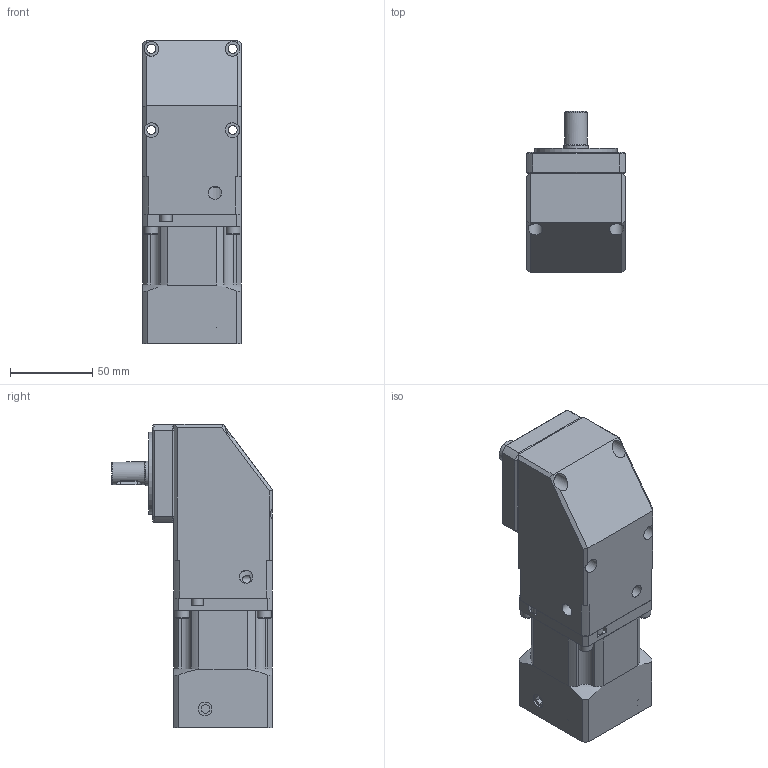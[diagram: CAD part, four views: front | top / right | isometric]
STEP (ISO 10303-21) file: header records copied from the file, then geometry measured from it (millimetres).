
FILE_DESCRIPTION( ( '' ), '1' );
FILE_NAME( 'GUN6_for 步進馬達.stp', '2022-03-29T03:27:03', ( 'Dimamotor' ), ( 'Dimamotor' ), 'PSStep 17.0.49', ' ', ' ' );
FILE_SCHEMA( ( 'AUTOMOTIVE_DESIGN { 1 0 10303 214 1 1 1 1 }' ) );
Length unit declared in the file: millimetre
Products named in the file (5): Assem1; Screw_ANSI_B18_3_1M_A_M5x12_v12.00; 馬達板; GPN610P-S02-B
Assembly tree (7 placements, depth 2):
  Assem1
    Screw_ANSI_B18_3_1M_A_M5x12_v12.00  x4
    馬達板
    馬達板
    GPN610P-S02-B
Bounding box: 60 x 98 x 185 mm (x, y, z)
Volume: 517413.1 mm3; surface area: 120010.9 mm2
Topology: 7 solids, 16 shells, 626 faces, 1455 edges, 956 vertices
Faces by surface type: plane 391, cylinder 189, cone 34, torus 6, bspline 6
Full cylindrical faces by diameter (mm): 3 x4, 3.242 x8, 3.3 x4, 3.5 x4, 4 x8, 4.134 x1, 4.3 x2, 4.5 x4, 5 x10, 5.5 x12, 6 x4, 7 x11, 7.3 x4, 8 x7, 8.376 x4, 8.5 x4, 9 x8, 10 x2, 14 x4, 15 x1, 20 x3, 22 x1, 23 x1, 25 x1, 30 x1, 33 x1, 35 x2, 35.8 x1, 36 x2, 37 x2
Entity records: 25191 total; most frequent: CARTESIAN_POINT 3822, DIRECTION 2722, ORIENTED_EDGE 2308, PRESENTATION_STYLE_ASSIGNMENT 1399, COLOUR_RGB 1399, EDGE_CURVE 1154, STYLED_ITEM 1145, AXIS2_PLACEMENT_3D 1033
